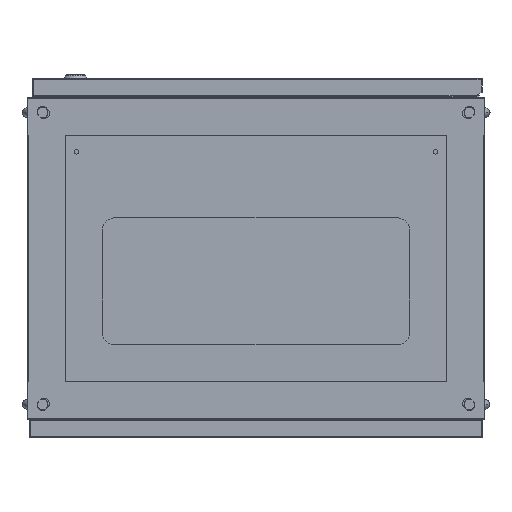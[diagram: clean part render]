
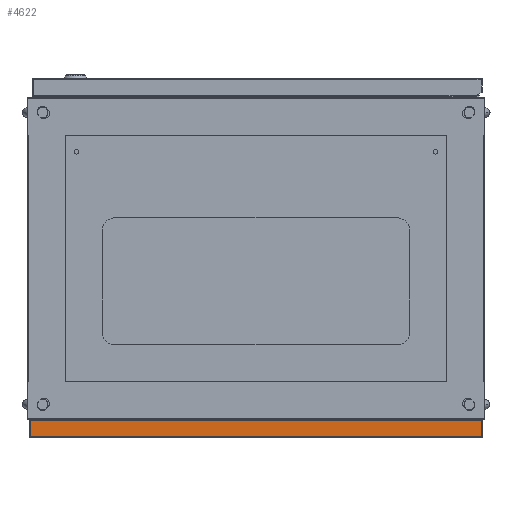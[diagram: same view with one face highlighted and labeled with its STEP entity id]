
A CAD part, front view. The second image highlights one B-rep face of the part: STEP entity #4622.
In plain terms, the highlighted planar face has unit normal (0, -1, 0).
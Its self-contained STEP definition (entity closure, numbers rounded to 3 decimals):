
#2788 = VECTOR ( 'NONE', #62463, 1000. ) ;
#4622 = ADVANCED_FACE ( 'NONE', ( #55361 ), #53765, .T. ) ;
#8248 = VECTOR ( 'NONE', #18654, 1000. ) ;
#9499 = EDGE_CURVE ( 'NONE', #67661, #12004, #36032, .T. ) ;
#12004 = VERTEX_POINT ( 'NONE', #68007 ) ;
#16171 = AXIS2_PLACEMENT_3D ( 'NONE', #28966, #72543, #35252 ) ;
#18580 = CARTESIAN_POINT ( 'NONE',  ( 297.5, -897.5, -24. ) ) ;
#18654 = DIRECTION ( 'NONE',  ( 1., 0., 0. ) ) ;
#18927 = LINE ( 'NONE', #24838, #54083 ) ;
#20232 = CARTESIAN_POINT ( 'NONE',  ( -297.5, -897.5, 0. ) ) ;
#23258 = EDGE_CURVE ( 'NONE', #12004, #80223, #75671, .T. ) ;
#24838 = CARTESIAN_POINT ( 'NONE',  ( 297.5, -897.5, -1.5 ) ) ;
#28966 = CARTESIAN_POINT ( 'NONE',  ( -297.5, -897.5, -1.5 ) ) ;
#35188 = ORIENTED_EDGE ( 'NONE', *, *, #9499, .F. ) ;
#35252 = DIRECTION ( 'NONE',  ( 0., 0., -1. ) ) ;
#35498 = VERTEX_POINT ( 'NONE', #35551 ) ;
#35551 = CARTESIAN_POINT ( 'NONE',  ( 297.5, -897.5, 0. ) ) ;
#36032 = LINE ( 'NONE', #18580, #2788 ) ;
#37556 = EDGE_CURVE ( 'NONE', #80223, #35498, #41493, .T. ) ;
#38122 = EDGE_CURVE ( 'NONE', #67661, #35498, #18927, .T. ) ;
#40627 = VECTOR ( 'NONE', #57400, 1000. ) ;
#41493 = LINE ( 'NONE', #50028, #8248 ) ;
#43604 = ORIENTED_EDGE ( 'NONE', *, *, #23258, .F. ) ;
#45241 = EDGE_LOOP ( 'NONE', ( #60208, #43604, #35188, #49266 ) ) ;
#49266 = ORIENTED_EDGE ( 'NONE', *, *, #38122, .T. ) ;
#50028 = CARTESIAN_POINT ( 'NONE',  ( -297.5, -897.5, 0. ) ) ;
#53765 = PLANE ( 'NONE',  #16171 ) ;
#54083 = VECTOR ( 'NONE', #55936, 1000. ) ;
#55361 = FACE_OUTER_BOUND ( 'NONE', #45241, .T. ) ;
#55936 = DIRECTION ( 'NONE',  ( 0., 0., 1. ) ) ;
#57400 = DIRECTION ( 'NONE',  ( 0., 0., 1. ) ) ;
#60208 = ORIENTED_EDGE ( 'NONE', *, *, #37556, .F. ) ;
#62463 = DIRECTION ( 'NONE',  ( -1., 0., 0. ) ) ;
#67088 = CARTESIAN_POINT ( 'NONE',  ( 297.5, -897.5, -24. ) ) ;
#67661 = VERTEX_POINT ( 'NONE', #67088 ) ;
#68007 = CARTESIAN_POINT ( 'NONE',  ( -297.5, -897.5, -24. ) ) ;
#69615 = CARTESIAN_POINT ( 'NONE',  ( -297.5, -897.5, -1.5 ) ) ;
#72543 = DIRECTION ( 'NONE',  ( 0., -1., 0. ) ) ;
#75671 = LINE ( 'NONE', #69615, #40627 ) ;
#80223 = VERTEX_POINT ( 'NONE', #20232 ) ;
